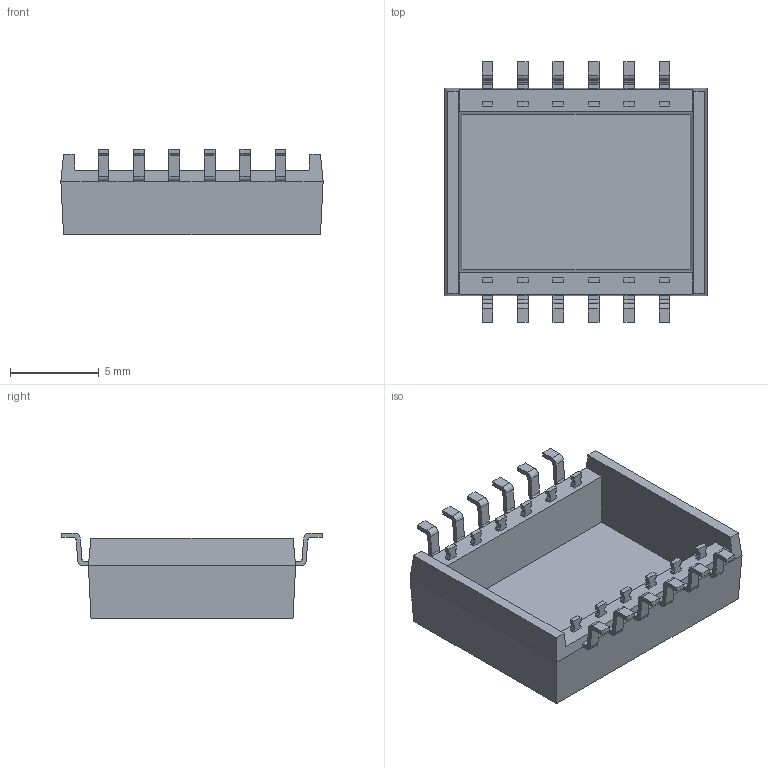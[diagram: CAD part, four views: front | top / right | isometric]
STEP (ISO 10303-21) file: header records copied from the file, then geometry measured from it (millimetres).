
FILE_DESCRIPTION((''),'2;1');
FILE_NAME('UTA12C01','2023-03-07T',('Administrator'),(''),'PRO/ENGINEER BY PARAMETRIC TECHNOLOGY CORPORATION, 2008380','PRO/ENGINEER BY PARAMETRIC TECHNOLOGY CORPORATION, 2008380','');
FILE_SCHEMA(('CONFIG_CONTROL_DESIGN'));
Length unit declared in the file: millimetre
Products named in the file (1): UTA12C01
Bounding box: 14.8 x 14.7 x 4.85 mm (x, y, z)
Volume: 287.9 mm3; surface area: 783 mm2
Topology: 1 solids, 1 shells, 1074 faces, 3050 edges, 2024 vertices
Faces by surface type: plane 928, cylinder 146
Entity records: 34468 total; most frequent: CARTESIAN_POINT 6232, ORIENTED_EDGE 6100, DIRECTION 5466, EDGE_CURVE 3050, VECTOR 2758, LINE 2758, VERTEX_POINT 2024, AXIS2_PLACEMENT_3D 1354
